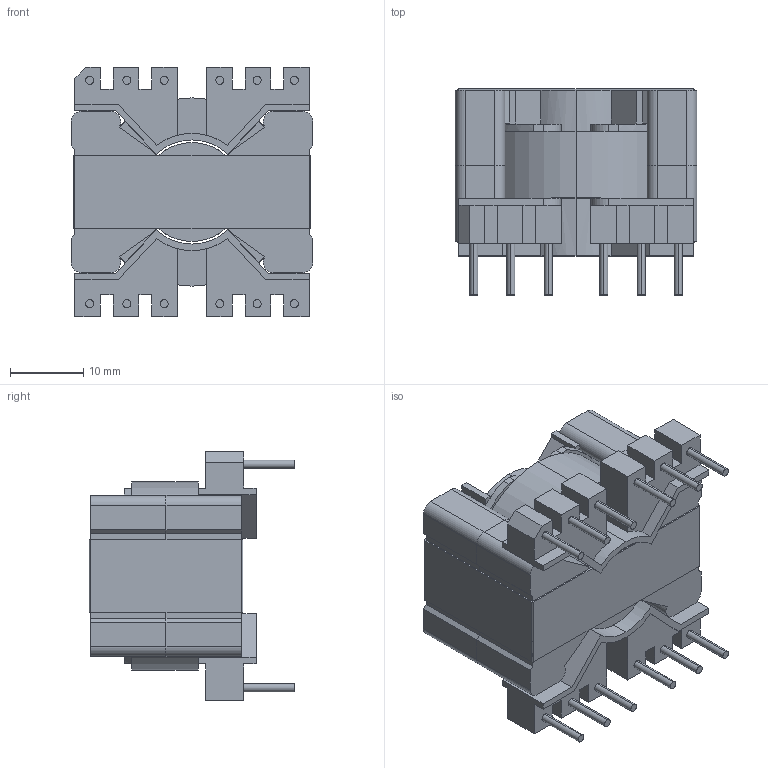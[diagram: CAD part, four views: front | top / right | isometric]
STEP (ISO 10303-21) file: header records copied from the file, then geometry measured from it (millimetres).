
FILE_DESCRIPTION (( 'STEP AP214' ), '1' );
FILE_NAME ('User Library-Transformer PQ3220.STEP', '2023-06-30T07:32:46', ( '' ), ( '' ), 'SwSTEP 2.0', 'SolidWorks 2022', '' );
FILE_SCHEMA (( 'AUTOMOTIVE_DESIGN' ));
Length unit declared in the file: millimetre
Products named in the file (4): winding PQ3220; Former PQ3220; Core PQ3220; User Library-Transformer PQ3220
Assembly tree (4 placements, depth 2):
  User Library-Transformer PQ3220
    Former PQ3220
    Core PQ3220  x2
    winding PQ3220
Bounding box: 33 x 28.1 x 34 mm (x, y, z)
Volume: 15522.3 mm3; surface area: 14394.8 mm2
Topology: 5 solids, 5 shells, 273 faces, 739 edges, 486 vertices
Faces by surface type: plane 201, cylinder 72
Entity records: 10037 total; most frequent: CARTESIAN_POINT 1283, DIRECTION 1265, ORIENTED_EDGE 1258, EDGE_CURVE 629, VECTOR 473, LINE 473, VERTEX_POINT 414, AXIS2_PLACEMENT_3D 396
